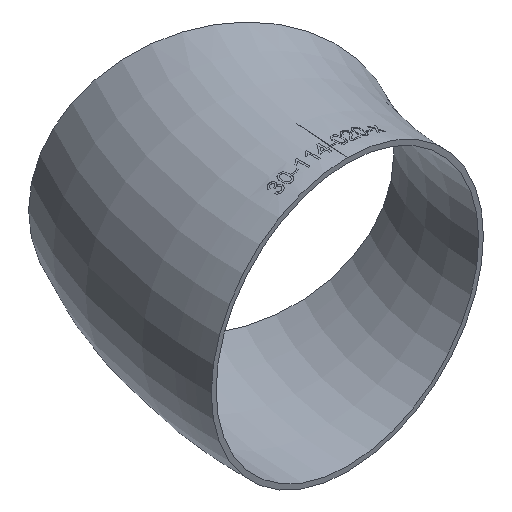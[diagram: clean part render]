
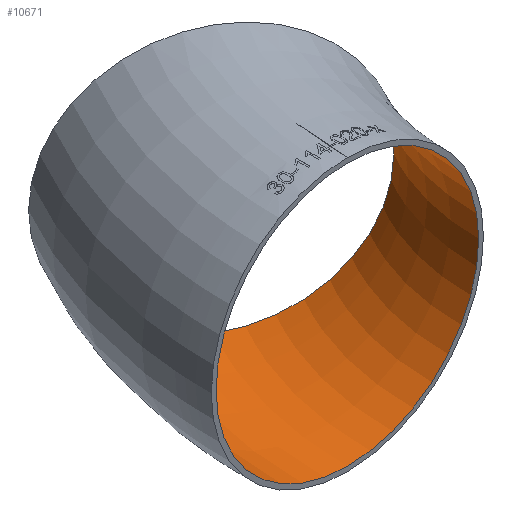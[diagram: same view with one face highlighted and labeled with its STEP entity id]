
A CAD part, isometric view. The second image highlights one B-rep face of the part: STEP entity #10671.
In plain terms, the highlighted toroidal (fillet/blend) face has major radius 152.5 mm and minor radius 55.15 mm.
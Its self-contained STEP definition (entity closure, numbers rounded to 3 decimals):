
#241 = EDGE_CURVE ( 'NONE', #332, #332, #9447, .T. ) ;
#332 = VERTEX_POINT ( 'NONE', #1924 ) ;
#1924 = CARTESIAN_POINT ( 'NONE',  ( -179.83, 103.825, 0. ) ) ;
#4624 = AXIS2_PLACEMENT_3D ( 'NONE', #5742, #12007, #7364 ) ;
#5015 = EDGE_CURVE ( 'NONE', #6557, #6557, #10252, .T. ) ;
#5690 = DIRECTION ( 'NONE',  ( 0., 1., 0. ) ) ;
#5742 = CARTESIAN_POINT ( 'NONE',  ( 0., 0., 0. ) ) ;
#6557 = VERTEX_POINT ( 'NONE', #18742 ) ;
#6603 = DIRECTION ( 'NONE',  ( 0.5, 0.866, 0. ) ) ;
#6886 = TOROIDAL_SURFACE ( 'NONE', #4624, 152.5, 55.15 ) ;
#7364 = DIRECTION ( 'NONE',  ( -1., 0., 0. ) ) ;
#9447 = CIRCLE ( 'NONE', #17789, 55.15 ) ;
#9533 = ORIENTED_EDGE ( 'NONE', *, *, #241, .T. ) ;
#10252 = CIRCLE ( 'NONE', #11228, 55.15 ) ;
#10441 = DIRECTION ( 'NONE',  ( 0., 0., 1. ) ) ;
#10635 = CARTESIAN_POINT ( 'NONE',  ( -152.5, 0., 0. ) ) ;
#10671 = ADVANCED_FACE ( 'NONE', ( #16428, #16714 ), #6886, .F. ) ;
#11228 = AXIS2_PLACEMENT_3D ( 'NONE', #10635, #5690, #10441 ) ;
#11778 = EDGE_LOOP ( 'NONE', ( #12733 ) ) ;
#12007 = DIRECTION ( 'NONE',  ( 0., 0., -1. ) ) ;
#12733 = ORIENTED_EDGE ( 'NONE', *, *, #5015, .F. ) ;
#14760 = EDGE_LOOP ( 'NONE', ( #9533 ) ) ;
#15872 = CARTESIAN_POINT ( 'NONE',  ( -132.069, 76.25, 0. ) ) ;
#16428 = FACE_OUTER_BOUND ( 'NONE', #14760, .T. ) ;
#16714 = FACE_OUTER_BOUND ( 'NONE', #11778, .T. ) ;
#17375 = DIRECTION ( 'NONE',  ( -0.866, 0.5, 0. ) ) ;
#17789 = AXIS2_PLACEMENT_3D ( 'NONE', #15872, #6603, #17375 ) ;
#18742 = CARTESIAN_POINT ( 'NONE',  ( -152.5, 0., 55.15 ) ) ;
